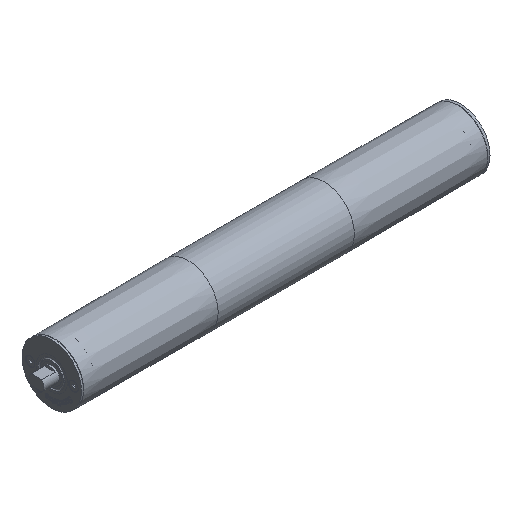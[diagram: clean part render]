
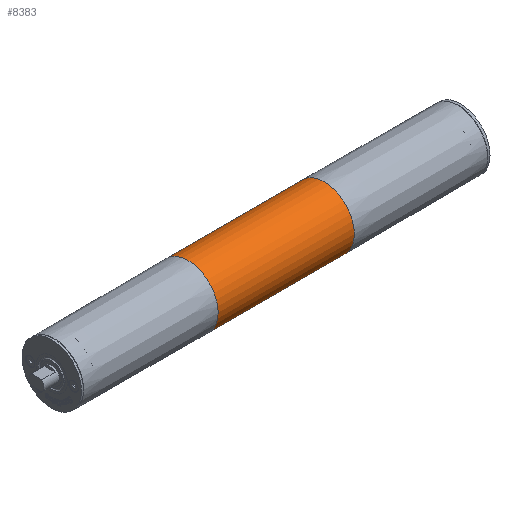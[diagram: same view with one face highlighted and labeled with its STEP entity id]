
A CAD part, isometric view. The second image highlights one B-rep face of the part: STEP entity #8383.
In plain terms, the highlighted cylindrical face has radius 40.75 mm (diameter 81.5 mm), a full revolution.
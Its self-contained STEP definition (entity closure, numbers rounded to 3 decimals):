
#16=CYLINDRICAL_SURFACE('',#8785,40.75);
#49=CIRCLE('',#8777,40.75);
#53=CIRCLE('',#8784,40.75);
#162=FACE_BOUND('',#1535,.T.);
#1027=FACE_OUTER_BOUND('',#1534,.T.);
#1534=EDGE_LOOP('',(#6588));
#1535=EDGE_LOOP('',(#6589));
#3792=VERTEX_POINT('',#12900);
#3796=VERTEX_POINT('',#12911);
#4811=EDGE_CURVE('',#3792,#3792,#49,.T.);
#4815=EDGE_CURVE('',#3796,#3796,#53,.T.);
#6588=ORIENTED_EDGE('',*,*,#4811,.T.);
#6589=ORIENTED_EDGE('',*,*,#4815,.F.);
#8383=ADVANCED_FACE('',(#1027,#162),#16,.T.);
#8777=AXIS2_PLACEMENT_3D('',#12901,#9604,#9605);
#8784=AXIS2_PLACEMENT_3D('',#12912,#9618,#9619);
#8785=AXIS2_PLACEMENT_3D('',#12913,#9620,#9621);
#9604=DIRECTION('center_axis',(1.,0.,0.));
#9605=DIRECTION('ref_axis',(0.,0.,-1.));
#9618=DIRECTION('center_axis',(1.,0.,0.));
#9619=DIRECTION('ref_axis',(0.,0.,-1.));
#9620=DIRECTION('center_axis',(1.,0.,0.));
#9621=DIRECTION('ref_axis',(0.,1.,0.));
#12900=CARTESIAN_POINT('',(-91.667,40.75,0.));
#12901=CARTESIAN_POINT('Origin',(-91.667,0.,
0.));
#12911=CARTESIAN_POINT('',(91.667,40.75,0.));
#12912=CARTESIAN_POINT('Origin',(91.667,0.,
0.));
#12913=CARTESIAN_POINT('Origin',(0.,0.,0.));
